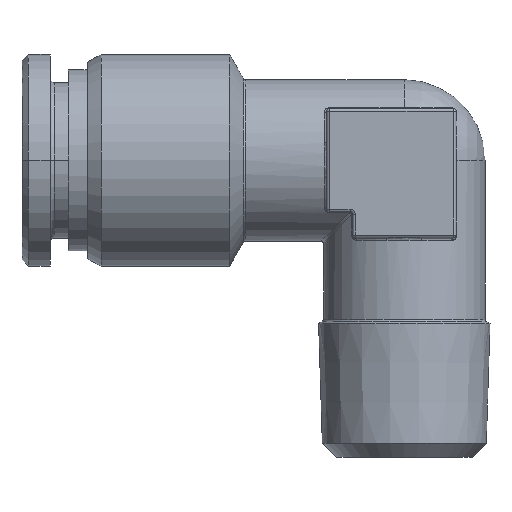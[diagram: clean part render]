
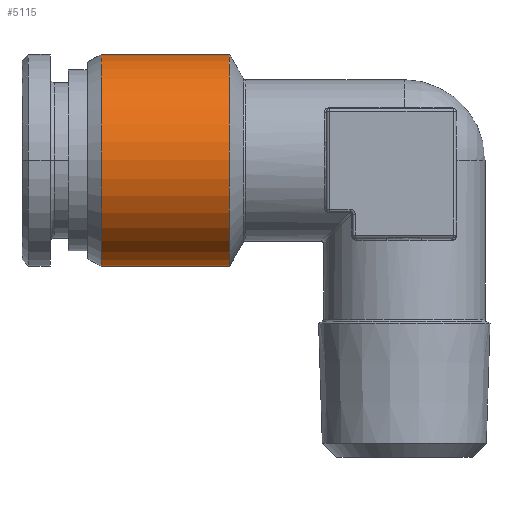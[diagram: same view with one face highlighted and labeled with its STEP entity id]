
A CAD part, top view. The second image highlights one B-rep face of the part: STEP entity #5115.
In plain terms, the highlighted cylindrical face has radius 8.2 mm (diameter 16.4 mm), a partial arc.
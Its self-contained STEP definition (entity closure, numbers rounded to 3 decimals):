
#1774=CARTESIAN_POINT('',(-23.48,0.,0.));
#1775=DIRECTION('',(1.,0.,0.));
#1776=DIRECTION('',(0.,1.,0.));
#1777=AXIS2_PLACEMENT_3D('',#1774,#1775,#1776);
#1779=CARTESIAN_POINT('',(-13.538,0.,0.));
#1780=DIRECTION('',(1.,0.,0.));
#1781=DIRECTION('',(0.,1.,0.));
#1782=AXIS2_PLACEMENT_3D('',#1779,#1780,#1781);
#1807=DIRECTION('',(1.,0.,0.));
#1808=VECTOR('',#1807,9.942);
#1809=CARTESIAN_POINT('',(-23.48,8.2,0.));
#1810=LINE('',#1809,#1808);
#1816=DIRECTION('',(1.,0.,0.));
#1817=VECTOR('',#1816,9.942);
#1818=CARTESIAN_POINT('',(-23.48,-8.2,0.));
#1819=LINE('',#1818,#1817);
#1989=CARTESIAN_POINT('',(-23.48,8.2,0.));
#1990=CARTESIAN_POINT('',(-23.48,-8.2,0.));
#1991=VERTEX_POINT('',#1989);
#1992=VERTEX_POINT('',#1990);
#1993=CARTESIAN_POINT('',(-13.538,8.2,0.));
#1994=CARTESIAN_POINT('',(-13.538,-8.2,0.));
#1995=VERTEX_POINT('',#1993);
#1996=VERTEX_POINT('',#1994);
#5101=CARTESIAN_POINT('',(-25.05,0.,0.));
#5102=DIRECTION('',(1.,0.,0.));
#5103=DIRECTION('',(0.,-1.,0.));
#5104=AXIS2_PLACEMENT_3D('',#5101,#5102,#5103);
#5105=CYLINDRICAL_SURFACE('',#5104,8.2);
#5107=ORIENTED_EDGE('',*,*,#5106,.T.);
#5109=ORIENTED_EDGE('',*,*,#5108,.F.);
#5110=ORIENTED_EDGE('',*,*,#5096,.F.);
#5112=ORIENTED_EDGE('',*,*,#5111,.T.);
#5113=EDGE_LOOP('',(#5107,#5109,#5110,#5112));
#5114=FACE_OUTER_BOUND('',#5113,.F.);
#5115=ADVANCED_FACE('',(#5114),#5105,.T.);
#1778=CIRCLE('',#1777,8.2);
#1783=CIRCLE('',#1782,8.2);
#5096=EDGE_CURVE('',#1991,#1992,#1778,.T.);
#5106=EDGE_CURVE('',#1995,#1996,#1783,.T.);
#5108=EDGE_CURVE('',#1992,#1996,#1819,.T.);
#5111=EDGE_CURVE('',#1991,#1995,#1810,.T.);
